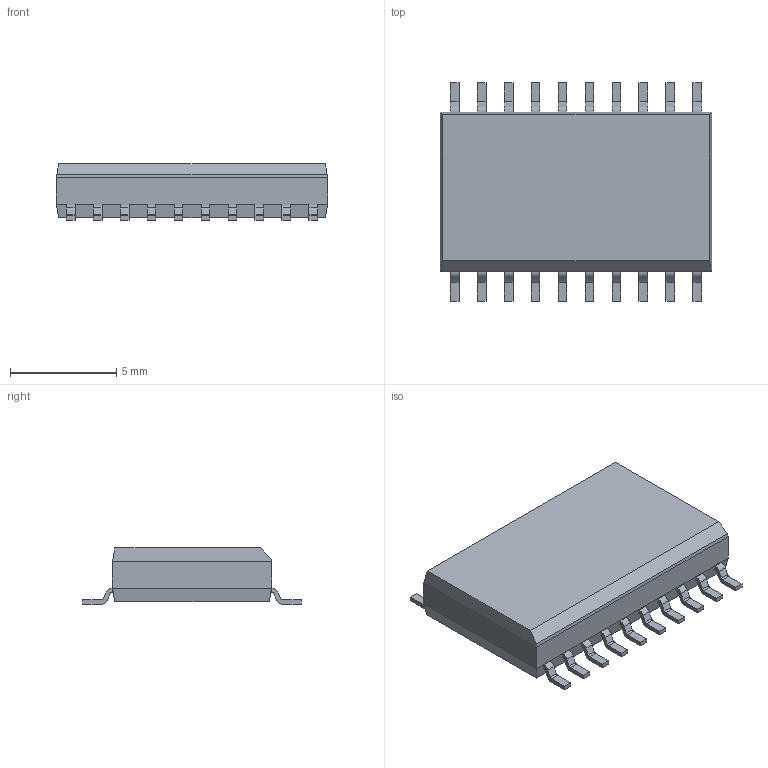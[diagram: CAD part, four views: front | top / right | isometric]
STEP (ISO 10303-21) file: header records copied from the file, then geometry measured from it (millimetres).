
FILE_DESCRIPTION (( 'STEP AP214' ), '1' );
FILE_NAME ( 'SOIC20P127_1280X1030X265L83X41.STEP', '2020-05-06T14:59:13', ( '' ), ( '' ), '', '©2017 PCB Libraries, Inc.', '' );
FILE_SCHEMA (( 'AUTOMOTIVE_DESIGN' ));
Length unit declared in the file: millimetre
Products named in the file (1): SOIC20P127_1280X1030X265L83X41
Bounding box: 12.8 x 10.3 x 2.65 mm (x, y, z)
Volume: 243.4 mm3; surface area: 328.4 mm2
Topology: 21 solids, 21 shells, 295 faces, 751 edges, 498 vertices
Faces by surface type: plane 215, cylinder 80
Entity records: 9945 total; most frequent: CARTESIAN_POINT 1545, DIRECTION 1503, ORIENTED_EDGE 1502, EDGE_CURVE 751, VECTOR 591, LINE 591, VERTEX_POINT 498, AXIS2_PLACEMENT_3D 456
